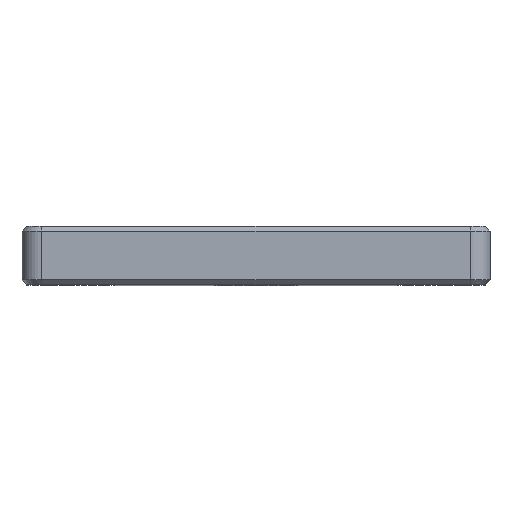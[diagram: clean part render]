
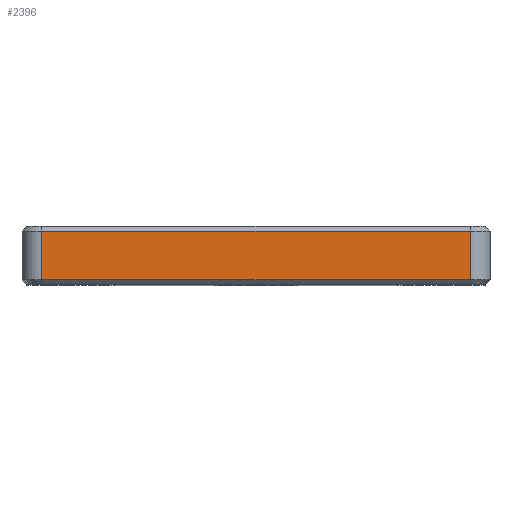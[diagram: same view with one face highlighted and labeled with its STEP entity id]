
A CAD part, top view. The second image highlights one B-rep face of the part: STEP entity #2396.
In plain terms, the highlighted planar face has unit normal (0, 0, 1).
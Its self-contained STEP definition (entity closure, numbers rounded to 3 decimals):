
#92 = CARTESIAN_POINT ( 'NONE',  ( -22., 6., 13.005 ) ) ;
#186 = VECTOR ( 'NONE', #2054, 1000. ) ;
#192 = ORIENTED_EDGE ( 'NONE', *, *, #1799, .T. ) ;
#243 = VERTEX_POINT ( 'NONE', #2429 ) ;
#272 = VERTEX_POINT ( 'NONE', #1523 ) ;
#293 = DIRECTION ( 'NONE',  ( 0., 0., -1. ) ) ;
#337 = CARTESIAN_POINT ( 'NONE',  ( -22., 0.5, 13.005 ) ) ;
#365 = DIRECTION ( 'NONE',  ( 1., 0., 0. ) ) ;
#398 = ORIENTED_EDGE ( 'NONE', *, *, #2927, .T. ) ;
#520 = PLANE ( 'NONE',  #1917 ) ;
#634 = EDGE_CURVE ( 'NONE', #243, #2368, #774, .T. ) ;
#774 = LINE ( 'NONE', #818, #2256 ) ;
#791 = DIRECTION ( 'NONE',  ( -1., 0., 0. ) ) ;
#818 = CARTESIAN_POINT ( 'NONE',  ( -22., 6., 13.005 ) ) ;
#881 = CARTESIAN_POINT ( 'NONE',  ( -22., 5.5, 13.005 ) ) ;
#920 = EDGE_CURVE ( 'NONE', #2408, #272, #2308, .T. ) ;
#923 = CARTESIAN_POINT ( 'NONE',  ( 22., 6., 13.005 ) ) ;
#1385 = DIRECTION ( 'NONE',  ( -1., 0., 0. ) ) ;
#1493 = ORIENTED_EDGE ( 'NONE', *, *, #634, .T. ) ;
#1523 = CARTESIAN_POINT ( 'NONE',  ( 22., 0.5, 13.005 ) ) ;
#1575 = LINE ( 'NONE', #881, #1663 ) ;
#1627 = EDGE_LOOP ( 'NONE', ( #1493, #398, #2179, #192 ) ) ;
#1663 = VECTOR ( 'NONE', #1385, 1000. ) ;
#1675 = DIRECTION ( 'NONE',  ( 0., -1., 0. ) ) ;
#1799 = EDGE_CURVE ( 'NONE', #2408, #243, #1575, .T. ) ;
#1917 = AXIS2_PLACEMENT_3D ( 'NONE', #92, #293, #791 ) ;
#1949 = CARTESIAN_POINT ( 'NONE',  ( 22., 5.5, 13.005 ) ) ;
#2054 = DIRECTION ( 'NONE',  ( 0., -1., 0. ) ) ;
#2179 = ORIENTED_EDGE ( 'NONE', *, *, #920, .F. ) ;
#2256 = VECTOR ( 'NONE', #1675, 1000. ) ;
#2308 = LINE ( 'NONE', #923, #186 ) ;
#2363 = FACE_OUTER_BOUND ( 'NONE', #1627, .T. ) ;
#2368 = VERTEX_POINT ( 'NONE', #337 ) ;
#2396 = ADVANCED_FACE ( 'NONE', ( #2363 ), #520, .F. ) ;
#2408 = VERTEX_POINT ( 'NONE', #1949 ) ;
#2429 = CARTESIAN_POINT ( 'NONE',  ( -22., 5.5, 13.005 ) ) ;
#2445 = LINE ( 'NONE', #2931, #2496 ) ;
#2496 = VECTOR ( 'NONE', #365, 1000. ) ;
#2927 = EDGE_CURVE ( 'NONE', #2368, #272, #2445, .T. ) ;
#2931 = CARTESIAN_POINT ( 'NONE',  ( -22., 0.5, 13.005 ) ) ;
